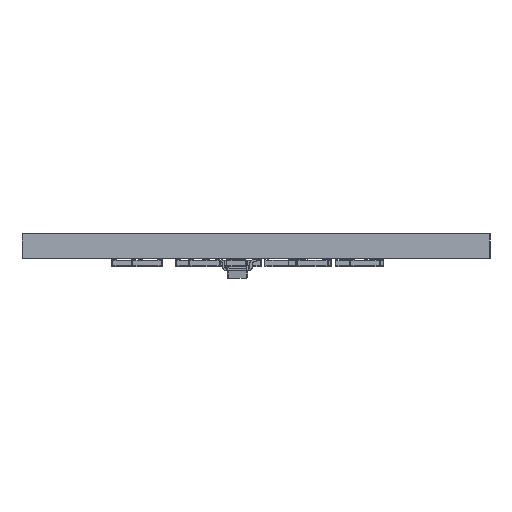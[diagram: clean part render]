
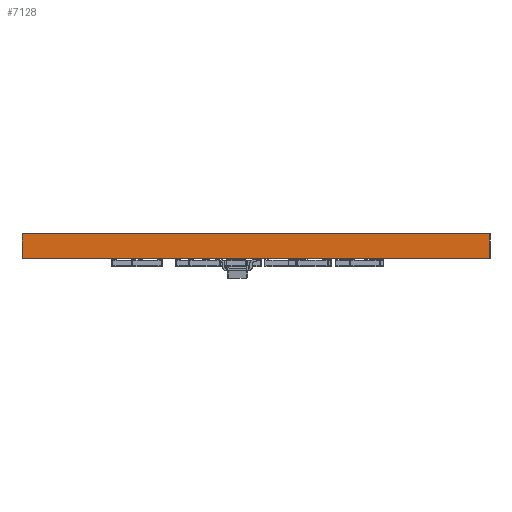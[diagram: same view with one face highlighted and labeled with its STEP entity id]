
A CAD part, left-side view. The second image highlights one B-rep face of the part: STEP entity #7128.
In plain terms, the highlighted planar face has unit normal (-1, 0, 0).
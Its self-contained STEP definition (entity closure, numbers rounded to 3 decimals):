
#7012 = EDGE_CURVE('',#7013,#7015,#7017,.T.);
#7013 = VERTEX_POINT('',#7014);
#7014 = CARTESIAN_POINT('',(133.094,-74.455,0.));
#7015 = VERTEX_POINT('',#7016);
#7016 = CARTESIAN_POINT('',(133.094,-74.455,1.6));
#7017 = SURFACE_CURVE('',#7018,(#7022,#7034),.PCURVE_S1.);
#7018 = LINE('',#7019,#7020);
#7019 = CARTESIAN_POINT('',(133.094,-74.455,0.));
#7020 = VECTOR('',#7021,1.);
#7021 = DIRECTION('',(0.,0.,1.));
#7022 = PCURVE('',#7023,#7028);
#7023 = PLANE('',#7024);
#7024 = AXIS2_PLACEMENT_3D('',#7025,#7026,#7027);
#7025 = CARTESIAN_POINT('',(133.094,-74.455,0.));
#7026 = DIRECTION('',(0.,1.,0.));
#7027 = DIRECTION('',(1.,0.,0.));
#7028 = DEFINITIONAL_REPRESENTATION('',(#7029),#7033);
#7029 = LINE('',#7030,#7031);
#7030 = CARTESIAN_POINT('',(0.,0.));
#7031 = VECTOR('',#7032,1.);
#7032 = DIRECTION('',(0.,-1.));
#7033 = ( GEOMETRIC_REPRESENTATION_CONTEXT(2) 
PARAMETRIC_REPRESENTATION_CONTEXT() REPRESENTATION_CONTEXT('2D SPACE',''
  ) );
#7034 = PCURVE('',#7035,#7040);
#7035 = PLANE('',#7036);
#7036 = AXIS2_PLACEMENT_3D('',#7037,#7038,#7039);
#7037 = CARTESIAN_POINT('',(133.094,-104.423,0.));
#7038 = DIRECTION('',(-1.,0.,0.));
#7039 = DIRECTION('',(0.,1.,0.));
#7040 = DEFINITIONAL_REPRESENTATION('',(#7041),#7045);
#7041 = LINE('',#7042,#7043);
#7042 = CARTESIAN_POINT('',(29.968,0.));
#7043 = VECTOR('',#7044,1.);
#7044 = DIRECTION('',(0.,-1.));
#7045 = ( GEOMETRIC_REPRESENTATION_CONTEXT(2) 
PARAMETRIC_REPRESENTATION_CONTEXT() REPRESENTATION_CONTEXT('2D SPACE',''
  ) );
#7063 = PLANE('',#7064);
#7064 = AXIS2_PLACEMENT_3D('',#7065,#7066,#7067);
#7065 = CARTESIAN_POINT('',(158.238,-89.439,1.6));
#7066 = DIRECTION('',(-0.,-0.,-1.));
#7067 = DIRECTION('',(-1.,0.,0.));
#7117 = PLANE('',#7118);
#7118 = AXIS2_PLACEMENT_3D('',#7119,#7120,#7121);
#7119 = CARTESIAN_POINT('',(158.238,-89.439,0.));
#7120 = DIRECTION('',(-0.,-0.,-1.));
#7121 = DIRECTION('',(-1.,0.,0.));
#7128 = ADVANCED_FACE('',(#7129),#7035,.T.);
#7129 = FACE_BOUND('',#7130,.T.);
#7130 = EDGE_LOOP('',(#7131,#7161,#7182,#7183));
#7131 = ORIENTED_EDGE('',*,*,#7132,.T.);
#7132 = EDGE_CURVE('',#7133,#7135,#7137,.T.);
#7133 = VERTEX_POINT('',#7134);
#7134 = CARTESIAN_POINT('',(133.094,-104.423,0.));
#7135 = VERTEX_POINT('',#7136);
#7136 = CARTESIAN_POINT('',(133.094,-104.423,1.6));
#7137 = SURFACE_CURVE('',#7138,(#7142,#7149),.PCURVE_S1.);
#7138 = LINE('',#7139,#7140);
#7139 = CARTESIAN_POINT('',(133.094,-104.423,0.));
#7140 = VECTOR('',#7141,1.);
#7141 = DIRECTION('',(0.,0.,1.));
#7142 = PCURVE('',#7035,#7143);
#7143 = DEFINITIONAL_REPRESENTATION('',(#7144),#7148);
#7144 = LINE('',#7145,#7146);
#7145 = CARTESIAN_POINT('',(0.,0.));
#7146 = VECTOR('',#7147,1.);
#7147 = DIRECTION('',(0.,-1.));
#7148 = ( GEOMETRIC_REPRESENTATION_CONTEXT(2) 
PARAMETRIC_REPRESENTATION_CONTEXT() REPRESENTATION_CONTEXT('2D SPACE',''
  ) );
#7149 = PCURVE('',#7150,#7155);
#7150 = PLANE('',#7151);
#7151 = AXIS2_PLACEMENT_3D('',#7152,#7153,#7154);
#7152 = CARTESIAN_POINT('',(183.382,-104.423,0.));
#7153 = DIRECTION('',(0.,-1.,0.));
#7154 = DIRECTION('',(-1.,0.,0.));
#7155 = DEFINITIONAL_REPRESENTATION('',(#7156),#7160);
#7156 = LINE('',#7157,#7158);
#7157 = CARTESIAN_POINT('',(50.288,0.));
#7158 = VECTOR('',#7159,1.);
#7159 = DIRECTION('',(0.,-1.));
#7160 = ( GEOMETRIC_REPRESENTATION_CONTEXT(2) 
PARAMETRIC_REPRESENTATION_CONTEXT() REPRESENTATION_CONTEXT('2D SPACE',''
  ) );
#7161 = ORIENTED_EDGE('',*,*,#7162,.T.);
#7162 = EDGE_CURVE('',#7135,#7015,#7163,.T.);
#7163 = SURFACE_CURVE('',#7164,(#7168,#7175),.PCURVE_S1.);
#7164 = LINE('',#7165,#7166);
#7165 = CARTESIAN_POINT('',(133.094,-104.423,1.6));
#7166 = VECTOR('',#7167,1.);
#7167 = DIRECTION('',(0.,1.,0.));
#7168 = PCURVE('',#7035,#7169);
#7169 = DEFINITIONAL_REPRESENTATION('',(#7170),#7174);
#7170 = LINE('',#7171,#7172);
#7171 = CARTESIAN_POINT('',(0.,-1.6));
#7172 = VECTOR('',#7173,1.);
#7173 = DIRECTION('',(1.,0.));
#7174 = ( GEOMETRIC_REPRESENTATION_CONTEXT(2) 
PARAMETRIC_REPRESENTATION_CONTEXT() REPRESENTATION_CONTEXT('2D SPACE',''
  ) );
#7175 = PCURVE('',#7063,#7176);
#7176 = DEFINITIONAL_REPRESENTATION('',(#7177),#7181);
#7177 = LINE('',#7178,#7179);
#7178 = CARTESIAN_POINT('',(25.144,-14.984));
#7179 = VECTOR('',#7180,1.);
#7180 = DIRECTION('',(0.,1.));
#7181 = ( GEOMETRIC_REPRESENTATION_CONTEXT(2) 
PARAMETRIC_REPRESENTATION_CONTEXT() REPRESENTATION_CONTEXT('2D SPACE',''
  ) );
#7182 = ORIENTED_EDGE('',*,*,#7012,.F.);
#7183 = ORIENTED_EDGE('',*,*,#7184,.F.);
#7184 = EDGE_CURVE('',#7133,#7013,#7185,.T.);
#7185 = SURFACE_CURVE('',#7186,(#7190,#7197),.PCURVE_S1.);
#7186 = LINE('',#7187,#7188);
#7187 = CARTESIAN_POINT('',(133.094,-104.423,0.));
#7188 = VECTOR('',#7189,1.);
#7189 = DIRECTION('',(0.,1.,0.));
#7190 = PCURVE('',#7035,#7191);
#7191 = DEFINITIONAL_REPRESENTATION('',(#7192),#7196);
#7192 = LINE('',#7193,#7194);
#7193 = CARTESIAN_POINT('',(0.,0.));
#7194 = VECTOR('',#7195,1.);
#7195 = DIRECTION('',(1.,0.));
#7196 = ( GEOMETRIC_REPRESENTATION_CONTEXT(2) 
PARAMETRIC_REPRESENTATION_CONTEXT() REPRESENTATION_CONTEXT('2D SPACE',''
  ) );
#7197 = PCURVE('',#7117,#7198);
#7198 = DEFINITIONAL_REPRESENTATION('',(#7199),#7203);
#7199 = LINE('',#7200,#7201);
#7200 = CARTESIAN_POINT('',(25.144,-14.984));
#7201 = VECTOR('',#7202,1.);
#7202 = DIRECTION('',(0.,1.));
#7203 = ( GEOMETRIC_REPRESENTATION_CONTEXT(2) 
PARAMETRIC_REPRESENTATION_CONTEXT() REPRESENTATION_CONTEXT('2D SPACE',''
  ) );
